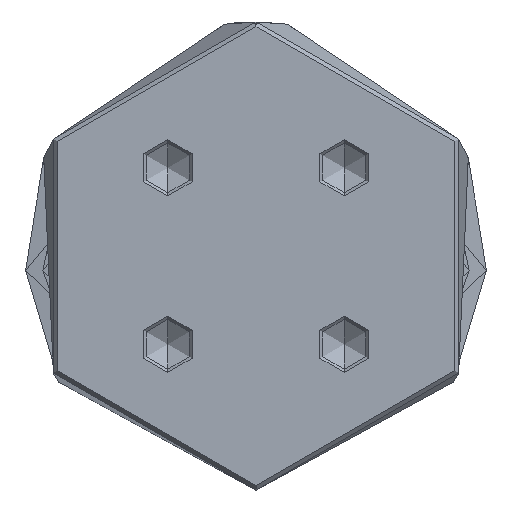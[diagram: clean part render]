
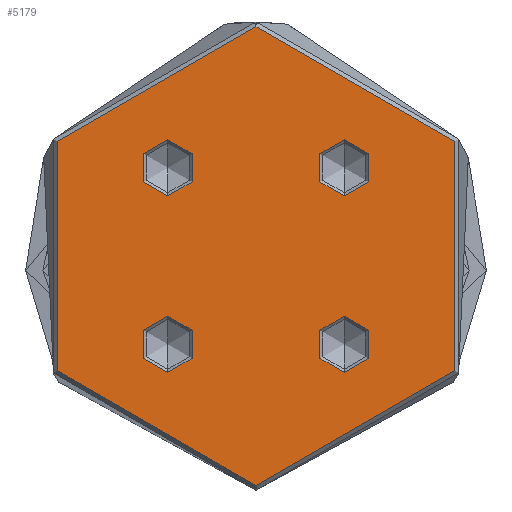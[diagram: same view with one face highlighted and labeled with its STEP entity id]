
A CAD part, front view. The second image highlights one B-rep face of the part: STEP entity #5179.
In plain terms, the highlighted face is planar.
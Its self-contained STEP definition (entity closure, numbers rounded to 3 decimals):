
#2 = DIRECTION ( 'NONE',  ( 0., 0., 1. ) ) ;
#69 = EDGE_CURVE ( 'NONE', #552, #5973, #2757, .T. ) ;
#278 = EDGE_LOOP ( 'NONE', ( #7478, #7305 ) ) ;
#289 = AXIS2_PLACEMENT_3D ( 'NONE', #3861, #2, #4462 ) ;
#346 = EDGE_LOOP ( 'NONE', ( #5827, #7396 ) ) ;
#407 = EDGE_CURVE ( 'NONE', #1145, #1074, #985, .T. ) ;
#423 = CARTESIAN_POINT ( 'NONE',  ( 36.75, 0., 0. ) ) ;
#515 = CARTESIAN_POINT ( 'NONE',  ( -9.642, 14.142, 0. ) ) ;
#552 = VERTEX_POINT ( 'NONE', #2067 ) ;
#793 = EDGE_LOOP ( 'NONE', ( #7755, #4892 ) ) ;
#985 = CIRCLE ( 'NONE', #5933, 4.5 ) ;
#990 = CARTESIAN_POINT ( 'NONE',  ( -18.642, -14.142, 0. ) ) ;
#1074 = VERTEX_POINT ( 'NONE', #5502 ) ;
#1090 = CARTESIAN_POINT ( 'NONE',  ( 0., 0., 0. ) ) ;
#1105 = CARTESIAN_POINT ( 'NONE',  ( -18.642, 14.142, 0. ) ) ;
#1113 = DIRECTION ( 'NONE',  ( 0., 0., 1. ) ) ;
#1145 = VERTEX_POINT ( 'NONE', #5886 ) ;
#1172 = ORIENTED_EDGE ( 'NONE', *, *, #7958, .T. ) ;
#1179 = EDGE_CURVE ( 'NONE', #5973, #552, #1853, .T. ) ;
#1211 = CIRCLE ( 'NONE', #3331, 36.75 ) ;
#1224 = DIRECTION ( 'NONE',  ( 1., 0., 0. ) ) ;
#1235 = CARTESIAN_POINT ( 'NONE',  ( -36.75, 0., 0. ) ) ;
#1252 = DIRECTION ( 'NONE',  ( 0., 0., -1. ) ) ;
#1352 = AXIS2_PLACEMENT_3D ( 'NONE', #2019, #2047, #2545 ) ;
#1415 = FACE_BOUND ( 'NONE', #278, .T. ) ;
#1516 = EDGE_CURVE ( 'NONE', #4220, #4187, #4971, .T. ) ;
#1615 = FACE_BOUND ( 'NONE', #5351, .T. ) ;
#1663 = CARTESIAN_POINT ( 'NONE',  ( 14.142, -14.142, 0. ) ) ;
#1722 = DIRECTION ( 'NONE',  ( -1., 0., 0. ) ) ;
#1818 = CARTESIAN_POINT ( 'NONE',  ( 0., 0., 0. ) ) ;
#1853 = CIRCLE ( 'NONE', #2391, 4.5 ) ;
#2019 = CARTESIAN_POINT ( 'NONE',  ( -14.142, 14.142, 0. ) ) ;
#2020 = AXIS2_PLACEMENT_3D ( 'NONE', #1663, #1252, #1224 ) ;
#2047 = DIRECTION ( 'NONE',  ( 0., 0., -1. ) ) ;
#2067 = CARTESIAN_POINT ( 'NONE',  ( 9.642, -14.142, 0. ) ) ;
#2114 = CARTESIAN_POINT ( 'NONE',  ( -9.642, -14.142, 0. ) ) ;
#2277 = CARTESIAN_POINT ( 'NONE',  ( -14.142, 14.142, 0. ) ) ;
#2315 = CIRCLE ( 'NONE', #289, 36.75 ) ;
#2380 = CARTESIAN_POINT ( 'NONE',  ( 14.142, -14.142, 0. ) ) ;
#2391 = AXIS2_PLACEMENT_3D ( 'NONE', #2380, #2434, #2410 ) ;
#2410 = DIRECTION ( 'NONE',  ( 1., 0., 0. ) ) ;
#2434 = DIRECTION ( 'NONE',  ( 0., 0., -1. ) ) ;
#2469 = DIRECTION ( 'NONE',  ( 1., 0., 0. ) ) ;
#2526 = AXIS2_PLACEMENT_3D ( 'NONE', #2277, #6563, #2949 ) ;
#2545 = DIRECTION ( 'NONE',  ( -1., 0., 0. ) ) ;
#2572 = DIRECTION ( 'NONE',  ( 0., 0., 1. ) ) ;
#2757 = CIRCLE ( 'NONE', #2020, 4.5 ) ;
#2880 = DIRECTION ( 'NONE',  ( 1., 0., 0. ) ) ;
#2920 = VERTEX_POINT ( 'NONE', #1235 ) ;
#2949 = DIRECTION ( 'NONE',  ( -1., 0., 0. ) ) ;
#3061 = CARTESIAN_POINT ( 'NONE',  ( -14.142, -14.142, 0. ) ) ;
#3074 = CIRCLE ( 'NONE', #4651, 4.5 ) ;
#3119 = CARTESIAN_POINT ( 'NONE',  ( 14.142, 14.142, 0. ) ) ;
#3162 = FACE_BOUND ( 'NONE', #793, .T. ) ;
#3331 = AXIS2_PLACEMENT_3D ( 'NONE', #1818, #6131, #2469 ) ;
#3392 = DIRECTION ( 'NONE',  ( 0., 0., 1. ) ) ;
#3449 = CIRCLE ( 'NONE', #2526, 4.5 ) ;
#3689 = DIRECTION ( 'NONE',  ( -1., 0., 0. ) ) ;
#3828 = CIRCLE ( 'NONE', #4275, 4.5 ) ;
#3861 = CARTESIAN_POINT ( 'NONE',  ( 0., 0., 0. ) ) ;
#4184 = VERTEX_POINT ( 'NONE', #423 ) ;
#4187 = VERTEX_POINT ( 'NONE', #1105 ) ;
#4220 = VERTEX_POINT ( 'NONE', #515 ) ;
#4275 = AXIS2_PLACEMENT_3D ( 'NONE', #6971, #3392, #7560 ) ;
#4437 = VERTEX_POINT ( 'NONE', #990 ) ;
#4462 = DIRECTION ( 'NONE',  ( 1., 0., 0. ) ) ;
#4651 = AXIS2_PLACEMENT_3D ( 'NONE', #4874, #1113, #5488 ) ;
#4693 = ORIENTED_EDGE ( 'NONE', *, *, #5055, .F. ) ;
#4778 = FACE_BOUND ( 'NONE', #346, .T. ) ;
#4852 = PLANE ( 'NONE',  #6767 ) ;
#4874 = CARTESIAN_POINT ( 'NONE',  ( -14.142, -14.142, 0. ) ) ;
#4892 = ORIENTED_EDGE ( 'NONE', *, *, #69, .T. ) ;
#4971 = CIRCLE ( 'NONE', #1352, 4.5 ) ;
#5055 = EDGE_CURVE ( 'NONE', #4437, #6022, #6741, .T. ) ;
#5080 = ORIENTED_EDGE ( 'NONE', *, *, #7425, .F. ) ;
#5167 = CARTESIAN_POINT ( 'NONE',  ( 18.642, -14.142, 0. ) ) ;
#5179 = ADVANCED_FACE ( 'NONE', ( #1615, #4778, #3162, #1415, #7726 ), #4852, .F. ) ;
#5351 = EDGE_LOOP ( 'NONE', ( #4693, #5080 ) ) ;
#5463 = DIRECTION ( 'NONE',  ( 0., 0., -1. ) ) ;
#5488 = DIRECTION ( 'NONE',  ( -1., 0., 0. ) ) ;
#5502 = CARTESIAN_POINT ( 'NONE',  ( 18.642, 14.142, 0. ) ) ;
#5826 = ORIENTED_EDGE ( 'NONE', *, *, #6230, .T. ) ;
#5827 = ORIENTED_EDGE ( 'NONE', *, *, #6595, .T. ) ;
#5886 = CARTESIAN_POINT ( 'NONE',  ( 9.642, 14.142, 0. ) ) ;
#5933 = AXIS2_PLACEMENT_3D ( 'NONE', #3119, #2572, #2880 ) ;
#5973 = VERTEX_POINT ( 'NONE', #5167 ) ;
#6005 = EDGE_CURVE ( 'NONE', #1074, #1145, #3828, .T. ) ;
#6022 = VERTEX_POINT ( 'NONE', #2114 ) ;
#6131 = DIRECTION ( 'NONE',  ( 0., 0., 1. ) ) ;
#6230 = EDGE_CURVE ( 'NONE', #4184, #2920, #1211, .T. ) ;
#6563 = DIRECTION ( 'NONE',  ( 0., 0., -1. ) ) ;
#6595 = EDGE_CURVE ( 'NONE', #4187, #4220, #3449, .T. ) ;
#6741 = CIRCLE ( 'NONE', #7046, 4.5 ) ;
#6767 = AXIS2_PLACEMENT_3D ( 'NONE', #1090, #5463, #1722 ) ;
#6971 = CARTESIAN_POINT ( 'NONE',  ( 14.142, 14.142, 0. ) ) ;
#7046 = AXIS2_PLACEMENT_3D ( 'NONE', #3061, #7234, #3689 ) ;
#7103 = EDGE_LOOP ( 'NONE', ( #1172, #5826 ) ) ;
#7234 = DIRECTION ( 'NONE',  ( 0., 0., 1. ) ) ;
#7305 = ORIENTED_EDGE ( 'NONE', *, *, #407, .F. ) ;
#7396 = ORIENTED_EDGE ( 'NONE', *, *, #1516, .T. ) ;
#7425 = EDGE_CURVE ( 'NONE', #6022, #4437, #3074, .T. ) ;
#7478 = ORIENTED_EDGE ( 'NONE', *, *, #6005, .F. ) ;
#7560 = DIRECTION ( 'NONE',  ( 1., 0., 0. ) ) ;
#7726 = FACE_OUTER_BOUND ( 'NONE', #7103, .T. ) ;
#7755 = ORIENTED_EDGE ( 'NONE', *, *, #1179, .T. ) ;
#7958 = EDGE_CURVE ( 'NONE', #2920, #4184, #2315, .T. ) ;
